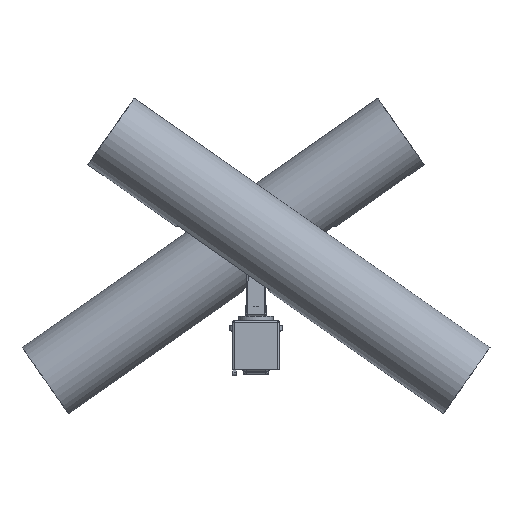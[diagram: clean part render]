
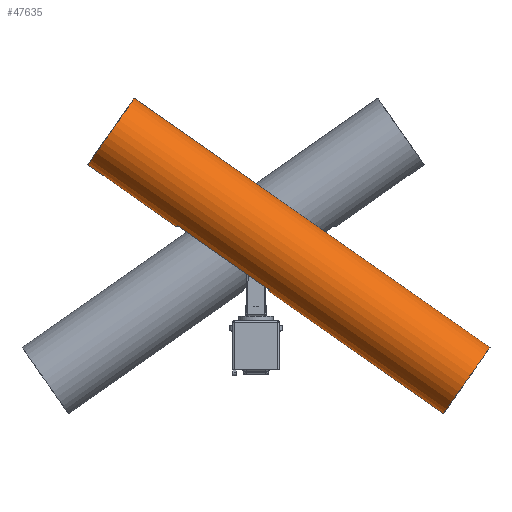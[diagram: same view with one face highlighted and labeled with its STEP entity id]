
A CAD part, front view. The second image highlights one B-rep face of the part: STEP entity #47635.
In plain terms, the highlighted cylindrical face has radius 14 mm (diameter 28 mm), a full revolution.
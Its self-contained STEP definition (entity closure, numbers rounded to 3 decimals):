
#3047=CYLINDRICAL_SURFACE('',#51984,14.);
#6370=FACE_OUTER_BOUND('',#9361,.T.);
#9361=EDGE_LOOP('',(#41710,#41711,#41712,#41713,#41714,#41715,#41716,#41717,
#41718,#41719,#41720,#41721));
#13563=LINE('',#84919,#17063);
#13565=LINE('',#84964,#17065);
#13573=LINE('',#85033,#17073);
#13574=LINE('',#85034,#17074);
#17063=VECTOR('',#63553,10.);
#17065=VECTOR('',#63561,10.);
#17073=VECTOR('',#63603,14.);
#17074=VECTOR('',#63604,14.);
#18688=CIRCLE('',#51924,14.);
#18694=CIRCLE('',#51934,14.);
#18714=CIRCLE('',#51965,14.);
#18715=CIRCLE('',#51966,14.);
#18716=CIRCLE('',#51968,14.);
#18717=CIRCLE('',#51969,14.);
#22828=VERTEX_POINT('',#84786);
#22834=VERTEX_POINT('',#84805);
#22860=VERTEX_POINT('',#84913);
#22861=VERTEX_POINT('',#84918);
#22863=VERTEX_POINT('',#84945);
#22864=VERTEX_POINT('',#84947);
#22867=VERTEX_POINT('',#84963);
#22869=VERTEX_POINT('',#84990);
#29145=EDGE_CURVE('',#22828,#22828,#18688,.T.);
#29154=EDGE_CURVE('',#22834,#22834,#18694,.T.);
#29190=EDGE_CURVE('',#22861,#22860,#13563,.T.);
#29193=EDGE_CURVE('',#22863,#22861,#18714,.T.);
#29194=EDGE_CURVE('',#22864,#22863,#18715,.T.);
#29198=EDGE_CURVE('',#22867,#22864,#13565,.T.);
#29201=EDGE_CURVE('',#22869,#22867,#18716,.T.);
#29202=EDGE_CURVE('',#22860,#22869,#18717,.T.);
#29218=EDGE_CURVE('',#22828,#22863,#13573,.T.);
#29219=EDGE_CURVE('',#22869,#22834,#13574,.T.);
#41710=ORIENTED_EDGE('',*,*,#29145,.F.);
#41711=ORIENTED_EDGE('',*,*,#29218,.T.);
#41712=ORIENTED_EDGE('',*,*,#29193,.T.);
#41713=ORIENTED_EDGE('',*,*,#29190,.T.);
#41714=ORIENTED_EDGE('',*,*,#29202,.T.);
#41715=ORIENTED_EDGE('',*,*,#29219,.T.);
#41716=ORIENTED_EDGE('',*,*,#29154,.T.);
#41717=ORIENTED_EDGE('',*,*,#29219,.F.);
#41718=ORIENTED_EDGE('',*,*,#29201,.T.);
#41719=ORIENTED_EDGE('',*,*,#29198,.T.);
#41720=ORIENTED_EDGE('',*,*,#29194,.T.);
#41721=ORIENTED_EDGE('',*,*,#29218,.F.);
#47635=ADVANCED_FACE('',(#6370),#3047,.T.);
#51924=AXIS2_PLACEMENT_3D('',#84787,#63457,#63458);
#51934=AXIS2_PLACEMENT_3D('',#84806,#63480,#63481);
#51965=AXIS2_PLACEMENT_3D('',#84946,#63554,#63555);
#51966=AXIS2_PLACEMENT_3D('',#84948,#63556,#63557);
#51968=AXIS2_PLACEMENT_3D('',#84991,#63562,#63563);
#51969=AXIS2_PLACEMENT_3D('',#84992,#63564,#63565);
#51984=AXIS2_PLACEMENT_3D('',#85032,#63601,#63602);
#63457=DIRECTION('center_axis',(0.819,0.,
-0.574));
#63458=DIRECTION('ref_axis',(0.,-1.,0.));
#63480=DIRECTION('center_axis',(0.819,0.,
-0.574));
#63481=DIRECTION('ref_axis',(0.,-1.,0.));
#63553=DIRECTION('',(-0.819,0.,0.574));
#63554=DIRECTION('center_axis',(0.819,0.,
-0.574));
#63555=DIRECTION('ref_axis',(0.574,0.,0.819));
#63556=DIRECTION('center_axis',(0.819,0.,
-0.574));
#63557=DIRECTION('ref_axis',(0.574,0.,0.819));
#63561=DIRECTION('',(0.819,0.,-0.574));
#63562=DIRECTION('center_axis',(-0.819,0.,
0.574));
#63563=DIRECTION('ref_axis',(0.574,0.,0.819));
#63564=DIRECTION('center_axis',(-0.819,0.,
0.574));
#63565=DIRECTION('ref_axis',(0.574,0.,0.819));
#63601=DIRECTION('center_axis',(0.819,0.,
-0.574));
#63602=DIRECTION('ref_axis',(0.574,0.,0.819));
#63603=DIRECTION('',(-0.819,0.,0.574));
#63604=DIRECTION('',(-0.819,0.,0.574));
#84786=CARTESIAN_POINT('',(23.421,-41.5,-15.126));
#84787=CARTESIAN_POINT('Origin',(31.451,-41.5,-3.658));
#84805=CARTESIAN_POINT('',(-99.452,-41.5,70.911));
#84806=CARTESIAN_POINT('Origin',(-91.421,-41.5,82.379));
#84913=CARTESIAN_POINT('',(-68.399,-37.5,49.88));
#84918=CARTESIAN_POINT('',(-36.861,-37.5,27.797));
#84919=CARTESIAN_POINT('',(-37.68,-37.5,28.371));
#84945=CARTESIAN_POINT('',(-37.196,-41.5,27.319));
#84946=CARTESIAN_POINT('Origin',(-29.166,-41.5,38.787));
#84947=CARTESIAN_POINT('',(-36.861,-45.5,27.797));
#84948=CARTESIAN_POINT('Origin',(-29.166,-41.5,38.787));
#84963=CARTESIAN_POINT('',(-68.399,-45.5,49.88));
#84964=CARTESIAN_POINT('',(-37.68,-45.5,28.371));
#84990=CARTESIAN_POINT('',(-68.733,-41.5,49.402));
#84991=CARTESIAN_POINT('Origin',(-60.703,-41.5,60.87));
#84992=CARTESIAN_POINT('Origin',(-60.703,-41.5,60.87));
#85032=CARTESIAN_POINT('Origin',(-29.985,-41.5,39.361));
#85033=CARTESIAN_POINT('',(-38.015,-41.5,27.893));
#85034=CARTESIAN_POINT('',(-38.015,-41.5,27.893));
